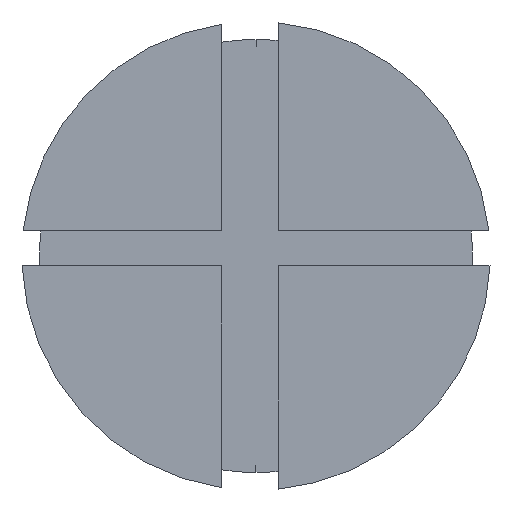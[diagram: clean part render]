
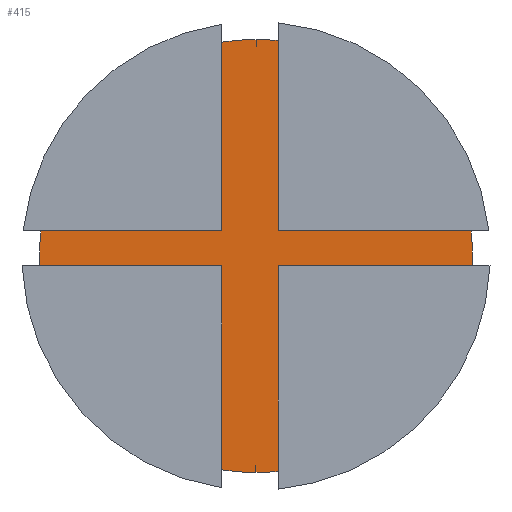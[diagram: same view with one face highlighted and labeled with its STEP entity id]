
A CAD part, left-side view. The second image highlights one B-rep face of the part: STEP entity #415.
In plain terms, the highlighted planar face has unit normal (-1, 0, 0).
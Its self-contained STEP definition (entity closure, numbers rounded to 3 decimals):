
#13 = CARTESIAN_POINT ( 'NONE',  ( 1., -3.457, 0.403 ) ) ;
#22 = ORIENTED_EDGE ( 'NONE', *, *, #760, .F. ) ;
#33 = CIRCLE ( 'NONE', #317, 3.48 ) ;
#38 = ORIENTED_EDGE ( 'NONE', *, *, #765, .F. ) ;
#41 = VERTEX_POINT ( 'NONE', #60 ) ;
#46 = LINE ( 'NONE', #398, #323 ) ;
#51 = ORIENTED_EDGE ( 'NONE', *, *, #715, .F. ) ;
#60 = CARTESIAN_POINT ( 'NONE',  ( 1., 0.551, 0.403 ) ) ;
#64 = ORIENTED_EDGE ( 'NONE', *, *, #711, .F. ) ;
#65 = DIRECTION ( 'NONE',  ( 0., 0., 1. ) ) ;
#72 = CARTESIAN_POINT ( 'NONE',  ( 1., 0., 0. ) ) ;
#79 = DIRECTION ( 'NONE',  ( 0., -1., 0. ) ) ;
#85 = VECTOR ( 'NONE', #644, 1000. ) ;
#86 = VERTEX_POINT ( 'NONE', #740 ) ;
#91 = DIRECTION ( 'NONE',  ( 0., 0., 1. ) ) ;
#93 = CARTESIAN_POINT ( 'NONE',  ( 1., 0.551, -0.157 ) ) ;
#104 = LINE ( 'NONE', #656, #710 ) ;
#108 = VECTOR ( 'NONE', #714, 1000. ) ;
#112 = AXIS2_PLACEMENT_3D ( 'NONE', #154, #563, #203 ) ;
#113 = VERTEX_POINT ( 'NONE', #668 ) ;
#123 = DIRECTION ( 'NONE',  ( 0., 0., 1. ) ) ;
#130 = VERTEX_POINT ( 'NONE', #150 ) ;
#134 = DIRECTION ( 'NONE',  ( 0., 0., -1. ) ) ;
#147 = DIRECTION ( 'NONE',  ( 0., 0., 1. ) ) ;
#150 = CARTESIAN_POINT ( 'NONE',  ( 1., -0.356, -0.157 ) ) ;
#151 = CARTESIAN_POINT ( 'NONE',  ( 1., -4.057, 0.403 ) ) ;
#154 = CARTESIAN_POINT ( 'NONE',  ( 1., 0., 0. ) ) ;
#161 = AXIS2_PLACEMENT_3D ( 'NONE', #72, #487, #147 ) ;
#166 = VECTOR ( 'NONE', #597, 1000. ) ;
#173 = EDGE_LOOP ( 'NONE', ( #22, #38, #237, #51, #584, #593, #667, #468, #706, #409, #271, #64, #772, #525 ) ) ;
#186 = DIRECTION ( 'NONE',  ( 1., 0., 0. ) ) ;
#199 = DIRECTION ( 'NONE',  ( 0., -1., 0. ) ) ;
#203 = DIRECTION ( 'NONE',  ( 0., 0., 1. ) ) ;
#216 = VECTOR ( 'NONE', #79, 1000. ) ;
#223 = VERTEX_POINT ( 'NONE', #666 ) ;
#229 = LINE ( 'NONE', #328, #85 ) ;
#237 = ORIENTED_EDGE ( 'NONE', *, *, #635, .F. ) ;
#244 = CARTESIAN_POINT ( 'NONE',  ( 1., 0., -3.48 ) ) ;
#255 = LINE ( 'NONE', #326, #108 ) ;
#256 = VERTEX_POINT ( 'NONE', #610 ) ;
#263 = VERTEX_POINT ( 'NONE', #425 ) ;
#271 = ORIENTED_EDGE ( 'NONE', *, *, #617, .F. ) ;
#279 = VERTEX_POINT ( 'NONE', #13 ) ;
#281 = VERTEX_POINT ( 'NONE', #295 ) ;
#291 = DIRECTION ( 'NONE',  ( 1., 0., 0. ) ) ;
#295 = CARTESIAN_POINT ( 'NONE',  ( 1., -0.356, 3.462 ) ) ;
#298 = VECTOR ( 'NONE', #199, 1000. ) ;
#303 = CARTESIAN_POINT ( 'NONE',  ( 1., 0., 0. ) ) ;
#317 = AXIS2_PLACEMENT_3D ( 'NONE', #791, #414, #65 ) ;
#323 = VECTOR ( 'NONE', #123, 1000. ) ;
#325 = LINE ( 'NONE', #419, #298 ) ;
#326 = CARTESIAN_POINT ( 'NONE',  ( 1., 4.343, -0.157 ) ) ;
#328 = CARTESIAN_POINT ( 'NONE',  ( 1., 0.551, -0.157 ) ) ;
#344 = DIRECTION ( 'NONE',  ( 1., 0., 0. ) ) ;
#349 = LINE ( 'NONE', #564, #669 ) ;
#364 = PLANE ( 'NONE',  #438 ) ;
#374 = AXIS2_PLACEMENT_3D ( 'NONE', #670, #291, #741 ) ;
#378 = LINE ( 'NONE', #151, #216 ) ;
#381 = AXIS2_PLACEMENT_3D ( 'NONE', #738, #344, #793 ) ;
#382 = AXIS2_PLACEMENT_3D ( 'NONE', #542, #186, #601 ) ;
#398 = CARTESIAN_POINT ( 'NONE',  ( 1., 0.551, 4.408 ) ) ;
#409 = ORIENTED_EDGE ( 'NONE', *, *, #726, .F. ) ;
#414 = DIRECTION ( 'NONE',  ( 1., 0., 0. ) ) ;
#415 = ADVANCED_FACE ( 'NONE', ( #589 ), #364, .T. ) ;
#419 = CARTESIAN_POINT ( 'NONE',  ( 1., 0.551, 0.403 ) ) ;
#425 = CARTESIAN_POINT ( 'NONE',  ( 1., -0.356, -3.462 ) ) ;
#435 = DIRECTION ( 'NONE',  ( -1., 0., 0. ) ) ;
#438 = AXIS2_PLACEMENT_3D ( 'NONE', #303, #435, #91 ) ;
#464 = CIRCLE ( 'NONE', #112, 3.48 ) ;
#468 = ORIENTED_EDGE ( 'NONE', *, *, #774, .F. ) ;
#487 = DIRECTION ( 'NONE',  ( 1., 0., 0. ) ) ;
#508 = VERTEX_POINT ( 'NONE', #697 ) ;
#521 = VERTEX_POINT ( 'NONE', #556 ) ;
#525 = ORIENTED_EDGE ( 'NONE', *, *, #604, .F. ) ;
#536 = CARTESIAN_POINT ( 'NONE',  ( 1., -0.356, -0.157 ) ) ;
#542 = CARTESIAN_POINT ( 'NONE',  ( 1., 0., 0. ) ) ;
#551 = CIRCLE ( 'NONE', #381, 3.48 ) ;
#556 = CARTESIAN_POINT ( 'NONE',  ( 1., -0.356, 0.403 ) ) ;
#561 = DIRECTION ( 'NONE',  ( 0., 0., -1. ) ) ;
#563 = DIRECTION ( 'NONE',  ( 1., 0., 0. ) ) ;
#564 = CARTESIAN_POINT ( 'NONE',  ( 1., -0.356, 0.403 ) ) ;
#580 = CIRCLE ( 'NONE', #382, 3.48 ) ;
#584 = ORIENTED_EDGE ( 'NONE', *, *, #770, .F. ) ;
#586 = CIRCLE ( 'NONE', #374, 3.48 ) ;
#589 = FACE_OUTER_BOUND ( 'NONE', #173, .T. ) ;
#591 = CARTESIAN_POINT ( 'NONE',  ( 1., 0.551, -3.436 ) ) ;
#593 = ORIENTED_EDGE ( 'NONE', *, *, #634, .F. ) ;
#597 = DIRECTION ( 'NONE',  ( 0., 1., 0. ) ) ;
#601 = DIRECTION ( 'NONE',  ( 0., 0., 1. ) ) ;
#604 = EDGE_CURVE ( 'NONE', #279, #86, #33, .T. ) ;
#610 = CARTESIAN_POINT ( 'NONE',  ( 1., 0.551, 3.436 ) ) ;
#617 = EDGE_CURVE ( 'NONE', #263, #625, #632, .T. ) ;
#625 = VERTEX_POINT ( 'NONE', #244 ) ;
#632 = CIRCLE ( 'NONE', #161, 3.48 ) ;
#634 = EDGE_CURVE ( 'NONE', #508, #41, #325, .T. ) ;
#635 = EDGE_CURVE ( 'NONE', #113, #281, #464, .T. ) ;
#644 = DIRECTION ( 'NONE',  ( 0., 0., 1. ) ) ;
#656 = CARTESIAN_POINT ( 'NONE',  ( 1., -0.356, -4.092 ) ) ;
#666 = CARTESIAN_POINT ( 'NONE',  ( 1., 3.476, -0.157 ) ) ;
#667 = ORIENTED_EDGE ( 'NONE', *, *, #698, .F. ) ;
#668 = CARTESIAN_POINT ( 'NONE',  ( 1., 0., 3.48 ) ) ;
#669 = VECTOR ( 'NONE', #561, 1000. ) ;
#670 = CARTESIAN_POINT ( 'NONE',  ( 1., 0., 0. ) ) ;
#685 = EDGE_CURVE ( 'NONE', #86, #130, #733, .T. ) ;
#688 = VERTEX_POINT ( 'NONE', #93 ) ;
#697 = CARTESIAN_POINT ( 'NONE',  ( 1., 3.457, 0.403 ) ) ;
#698 = EDGE_CURVE ( 'NONE', #223, #508, #580, .T. ) ;
#706 = ORIENTED_EDGE ( 'NONE', *, *, #785, .F. ) ;
#710 = VECTOR ( 'NONE', #134, 1000. ) ;
#711 = EDGE_CURVE ( 'NONE', #130, #263, #104, .T. ) ;
#714 = DIRECTION ( 'NONE',  ( 0., 1., 0. ) ) ;
#715 = EDGE_CURVE ( 'NONE', #256, #113, #551, .T. ) ;
#726 = EDGE_CURVE ( 'NONE', #625, #779, #586, .T. ) ;
#733 = LINE ( 'NONE', #536, #166 ) ;
#738 = CARTESIAN_POINT ( 'NONE',  ( 1., 0., 0. ) ) ;
#740 = CARTESIAN_POINT ( 'NONE',  ( 1., -3.476, -0.157 ) ) ;
#741 = DIRECTION ( 'NONE',  ( 0., 0., 1. ) ) ;
#760 = EDGE_CURVE ( 'NONE', #521, #279, #378, .T. ) ;
#765 = EDGE_CURVE ( 'NONE', #281, #521, #349, .T. ) ;
#770 = EDGE_CURVE ( 'NONE', #41, #256, #46, .T. ) ;
#772 = ORIENTED_EDGE ( 'NONE', *, *, #685, .F. ) ;
#774 = EDGE_CURVE ( 'NONE', #688, #223, #255, .T. ) ;
#779 = VERTEX_POINT ( 'NONE', #591 ) ;
#785 = EDGE_CURVE ( 'NONE', #779, #688, #229, .T. ) ;
#791 = CARTESIAN_POINT ( 'NONE',  ( 1., 0., 0. ) ) ;
#793 = DIRECTION ( 'NONE',  ( 0., 0., 1. ) ) ;
